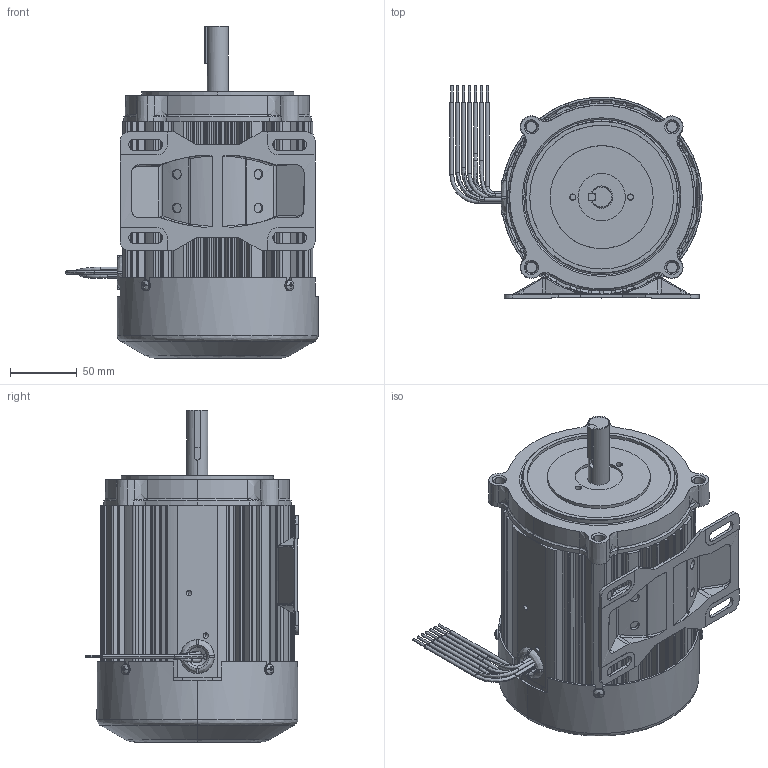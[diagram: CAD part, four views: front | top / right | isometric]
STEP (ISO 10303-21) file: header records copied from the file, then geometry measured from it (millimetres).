
FILE_DESCRIPTION (( 'STEP AP203' ), '1' );
FILE_NAME ('INFM0132.STEP', '2020-11-20T18:39:13', ( '' ), ( '' ), 'SwSTEP 2.0', 'SolidWorks 2017', '' );
FILE_SCHEMA (( 'CONFIG_CONTROL_DESIGN' ));
Length unit declared in the file: inch
Products named in the file (13): 52501011_52501011; 328AZ046_328AZ046; 57304788_57804788; 52601003_52601003; 54606510_54606510; 328AZ047_328AZ047; 491AZ023_491AZ023; 129AZ015_129AZ015; INFM0132; 119AZ011_119AZ011; 36101013_36101013; 36800009_36800009; 54100003_54100003
Assembly tree (15 placements, depth 3):
  INFM0132
    119AZ011_119AZ011
    491AZ023_491AZ023
    328AZ046_328AZ046
    57304788_57804788
    328AZ047_328AZ047
    129AZ015_129AZ015
    36800009_36800009
      36101013_36101013
    52601003_52601003
      52501011_52501011
    54100003_54100003  x4
    54606510_54606510
Bounding box: 189.21 x 159.51 x 249.02 mm (x, y, z)
Volume: 2560137.1 mm3; surface area: 336920 mm2
Topology: 22 solids, 23 shells, 1332 faces, 3578 edges, 2296 vertices
Faces by surface type: cylinder 534, plane 334, bspline 310, cone 154
Entity records: 52086 total; most frequent: CARTESIAN_POINT 20734, ORIENTED_EDGE 6512, DIRECTION 6044, EDGE_CURVE 3260, AXIS2_PLACEMENT_3D 2413, VERTEX_POINT 2098, EDGE_LOOP 1448, CIRCLE 1433
